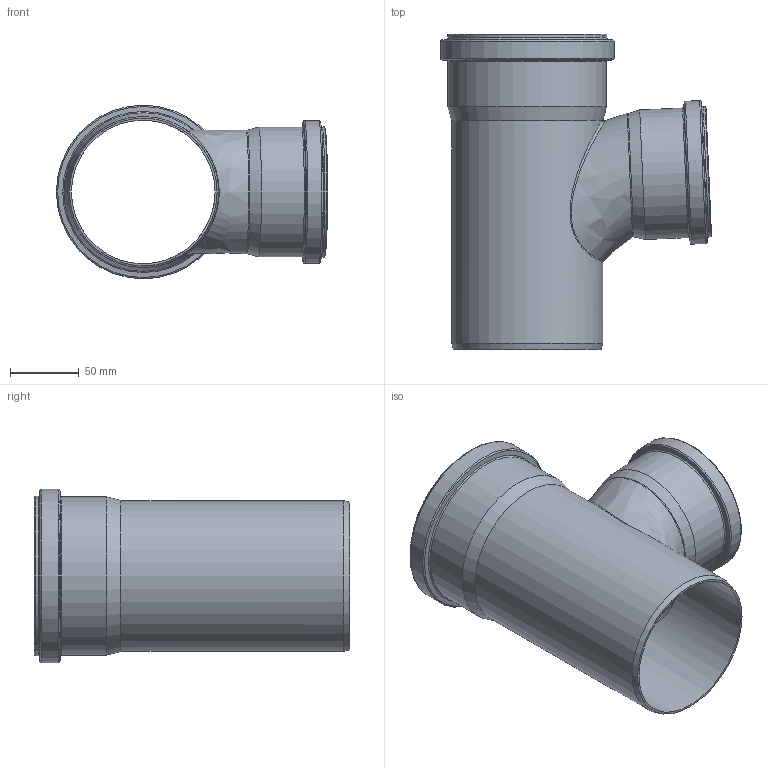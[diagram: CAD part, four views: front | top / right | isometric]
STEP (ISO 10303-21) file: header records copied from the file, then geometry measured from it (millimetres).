
FILE_DESCRIPTION(/* description */ (''),/* implementation_level */ '2;1');
FILE_NAME(/* name */ '175430 HTsafeEA DN_OD 110_90_87°.stp',/* time_stamp */ '2021-09-21T08:36:10+02:00',/* author */ ('LWM'),/* organization */ (''),/* preprocessor_version */ 'ST-DEVELOPER v18',/* originating_system */ 'Autodesk Inventor 2020',/* authorisation */ '');
FILE_SCHEMA (('AUTOMOTIVE_DESIGN { 1 0 10303 214 3 1 1 }'));
Length unit declared in the file: millimetre
Products named in the file (1): 175420 HTsafeEA DN_OD 110_90_87°
Bounding box: 197.87 x 230.1 x 126.7 mm (x, y, z)
Volume: 255490.1 mm3; surface area: 209507.1 mm2
Topology: 1 solids, 1 shells, 59 faces, 214 edges, 158 vertices
Faces by surface type: torus 20, cylinder 17, cone 13, plane 5, bspline 4
Full cylindrical faces by diameter (mm): 90.2 x1, 90.7 x1, 90.9 x2, 94.7 x1, 94.9 x1, 100.4 x1, 104.4 x1, 104.8 x1, 110.2 x1, 110.9 x1, 111.5 x2, 115.7 x1, 116.3 x1, 121.9 x1, 126.7 x1
Entity records: 2962 total; most frequent: CARTESIAN_POINT 914, DIRECTION 487, ORIENTED_EDGE 428, AXIS2_PLACEMENT_3D 228, EDGE_CURVE 214, CIRCLE 172, VERTEX_POINT 158, EDGE_LOOP 64
